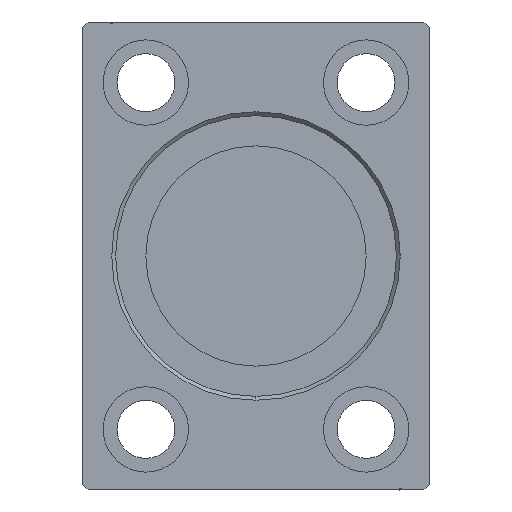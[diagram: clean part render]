
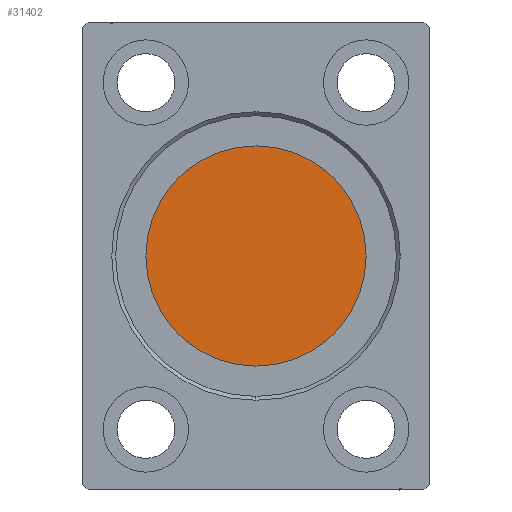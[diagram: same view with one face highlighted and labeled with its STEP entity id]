
A CAD part, left-side view. The second image highlights one B-rep face of the part: STEP entity #31402.
In plain terms, the highlighted planar face has unit normal (-1, 0, 0).
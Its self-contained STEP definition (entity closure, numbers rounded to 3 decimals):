
#549 = CARTESIAN_POINT ( 'NONE',  ( 80.7, 0., 20. ) ) ;
#3714 = VERTEX_POINT ( 'NONE', #549 ) ;
#4438 = CIRCLE ( 'NONE', #22284, 20. ) ;
#7542 = DIRECTION ( 'NONE',  ( 0., 0., 1. ) ) ;
#10965 = ORIENTED_EDGE ( 'NONE', *, *, #18589, .T. ) ;
#11375 = AXIS2_PLACEMENT_3D ( 'NONE', #26452, #36125, #7542 ) ;
#12722 = DIRECTION ( 'NONE',  ( -1., 0., 0. ) ) ;
#13922 = CARTESIAN_POINT ( 'NONE',  ( 80.7, 0., -20. ) ) ;
#16593 = PLANE ( 'NONE',  #36173 ) ;
#18589 = EDGE_CURVE ( 'NONE', #3714, #34101, #4438, .T. ) ;
#19392 = FACE_OUTER_BOUND ( 'NONE', #40853, .T. ) ;
#20833 = ORIENTED_EDGE ( 'NONE', *, *, #22076, .T. ) ;
#22076 = EDGE_CURVE ( 'NONE', #34101, #3714, #31931, .T. ) ;
#22284 = AXIS2_PLACEMENT_3D ( 'NONE', #34911, #31678, #41131 ) ;
#25611 = CARTESIAN_POINT ( 'NONE',  ( 80.7, 0., 0. ) ) ;
#26452 = CARTESIAN_POINT ( 'NONE',  ( 80.7, 0., 0. ) ) ;
#31402 = ADVANCED_FACE ( 'NONE', ( #19392 ), #16593, .T. ) ;
#31678 = DIRECTION ( 'NONE',  ( -1., 0., 0. ) ) ;
#31931 = CIRCLE ( 'NONE', #11375, 20. ) ;
#34101 = VERTEX_POINT ( 'NONE', #13922 ) ;
#34911 = CARTESIAN_POINT ( 'NONE',  ( 80.7, 0., 0. ) ) ;
#35498 = DIRECTION ( 'NONE',  ( 0., 0., 1. ) ) ;
#36125 = DIRECTION ( 'NONE',  ( -1., 0., 0. ) ) ;
#36173 = AXIS2_PLACEMENT_3D ( 'NONE', #25611, #12722, #35498 ) ;
#40853 = EDGE_LOOP ( 'NONE', ( #10965, #20833 ) ) ;
#41131 = DIRECTION ( 'NONE',  ( 0., 0., 1. ) ) ;
